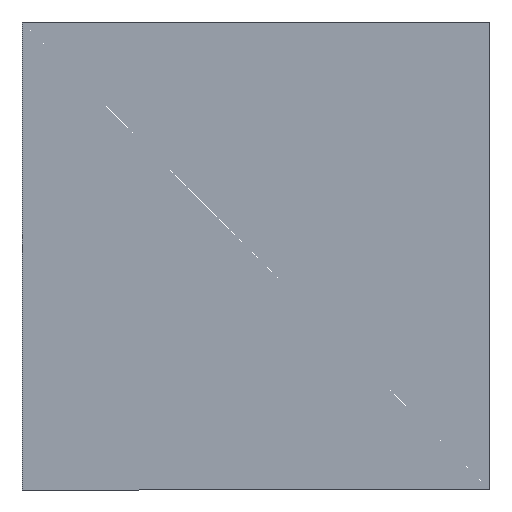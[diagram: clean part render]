
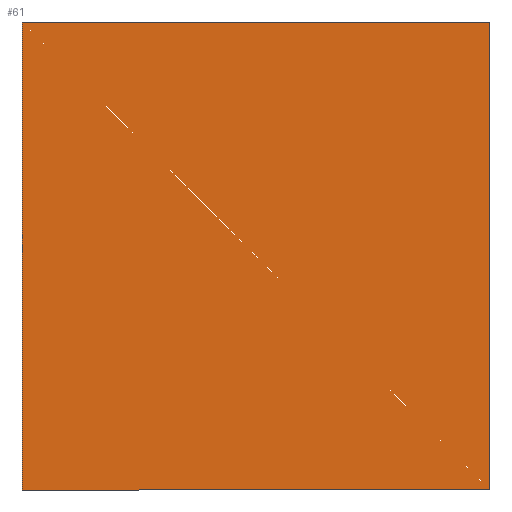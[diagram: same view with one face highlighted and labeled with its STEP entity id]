
A CAD part, front view. The second image highlights one B-rep face of the part: STEP entity #61.
In plain terms, the highlighted planar face has unit normal (0, -1, 0).
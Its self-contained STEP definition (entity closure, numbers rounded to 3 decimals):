
#5 = VECTOR ( 'NONE', #60, 1000. ) ;
#7 = CARTESIAN_POINT ( 'NONE',  ( 0., 0., 0. ) ) ;
#13 = CARTESIAN_POINT ( 'NONE',  ( 0., 0., 0. ) ) ;
#15 = CARTESIAN_POINT ( 'NONE',  ( -6., 0., 0. ) ) ;
#16 = LINE ( 'NONE', #169, #87 ) ;
#18 = DIRECTION ( 'NONE',  ( 0., 0., -1. ) ) ;
#20 = DIRECTION ( 'NONE',  ( 0., 0., 1. ) ) ;
#32 = CARTESIAN_POINT ( 'NONE',  ( -6., 0., -6. ) ) ;
#37 = EDGE_CURVE ( 'NONE', #132, #189, #147, .T. ) ;
#43 = FACE_OUTER_BOUND ( 'NONE', #55, .T. ) ;
#50 = DIRECTION ( 'NONE',  ( -1., 0., 0. ) ) ;
#52 = VECTOR ( 'NONE', #18, 1000. ) ;
#55 = EDGE_LOOP ( 'NONE', ( #129, #70, #198, #94 ) ) ;
#60 = DIRECTION ( 'NONE',  ( 1., 0., 0. ) ) ;
#61 = ADVANCED_FACE ( 'NONE', ( #43 ), #74, .F. ) ;
#66 = VECTOR ( 'NONE', #50, 1000. ) ;
#67 = LINE ( 'NONE', #152, #66 ) ;
#70 = ORIENTED_EDGE ( 'NONE', *, *, #37, .F. ) ;
#74 = PLANE ( 'NONE',  #95 ) ;
#78 = CARTESIAN_POINT ( 'NONE',  ( 0., 0., -6. ) ) ;
#83 = VERTEX_POINT ( 'NONE', #32 ) ;
#87 = VECTOR ( 'NONE', #20, 1000. ) ;
#94 = ORIENTED_EDGE ( 'NONE', *, *, #140, .F. ) ;
#95 = AXIS2_PLACEMENT_3D ( 'NONE', #7, #178, #166 ) ;
#103 = CARTESIAN_POINT ( 'NONE',  ( 0., 0., 0. ) ) ;
#114 = EDGE_CURVE ( 'NONE', #189, #191, #155, .T. ) ;
#129 = ORIENTED_EDGE ( 'NONE', *, *, #114, .F. ) ;
#132 = VERTEX_POINT ( 'NONE', #15 ) ;
#140 = EDGE_CURVE ( 'NONE', #191, #83, #67, .T. ) ;
#147 = LINE ( 'NONE', #103, #5 ) ;
#152 = CARTESIAN_POINT ( 'NONE',  ( 0., 0., -6. ) ) ;
#155 = LINE ( 'NONE', #13, #52 ) ;
#158 = EDGE_CURVE ( 'NONE', #83, #132, #16, .T. ) ;
#166 = DIRECTION ( 'NONE',  ( 0., 0., 1. ) ) ;
#167 = CARTESIAN_POINT ( 'NONE',  ( 0., 0., 0. ) ) ;
#169 = CARTESIAN_POINT ( 'NONE',  ( -6., 0., 0. ) ) ;
#178 = DIRECTION ( 'NONE',  ( 0., 1., 0. ) ) ;
#189 = VERTEX_POINT ( 'NONE', #167 ) ;
#191 = VERTEX_POINT ( 'NONE', #78 ) ;
#198 = ORIENTED_EDGE ( 'NONE', *, *, #158, .F. ) ;
